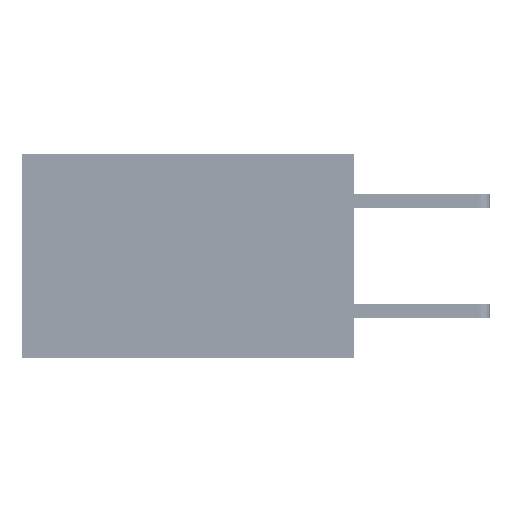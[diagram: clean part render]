
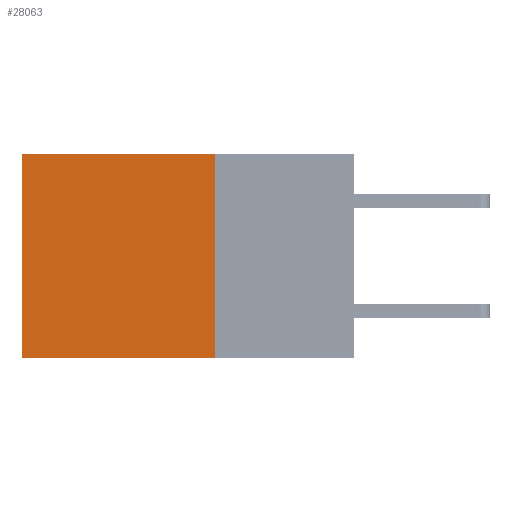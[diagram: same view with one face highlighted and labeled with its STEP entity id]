
A CAD part, left-side view. The second image highlights one B-rep face of the part: STEP entity #28063.
In plain terms, the highlighted planar face has unit normal (-1, 0, 0).
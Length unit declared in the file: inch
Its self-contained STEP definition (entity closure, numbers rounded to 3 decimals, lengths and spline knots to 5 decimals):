
#428 = DIRECTION ( 'NONE',  ( 0., 0., -1. ) ) ;
#1983 = CARTESIAN_POINT ( 'NONE',  ( 0.2875, 0.25, -0.37 ) ) ;
#4222 = CARTESIAN_POINT ( 'NONE',  ( 0.2875, 0.25, 0. ) ) ;
#5083 = VERTEX_POINT ( 'NONE', #25164 ) ;
#6327 = FACE_OUTER_BOUND ( 'NONE', #37210, .T. ) ;
#7615 = CARTESIAN_POINT ( 'NONE',  ( 0.2875, 0.6, 0. ) ) ;
#9731 = VECTOR ( 'NONE', #34701, 39.37008 ) ;
#10262 = CARTESIAN_POINT ( 'NONE',  ( 0.2875, 0.6, 0. ) ) ;
#10361 = CARTESIAN_POINT ( 'NONE',  ( 0.2875, 0.25, 0. ) ) ;
#13780 = VERTEX_POINT ( 'NONE', #48634 ) ;
#13870 = PLANE ( 'NONE',  #52688 ) ;
#13906 = VECTOR ( 'NONE', #428, 39.37008 ) ;
#15088 = CARTESIAN_POINT ( 'NONE',  ( 0.2875, 0.25, -0.37 ) ) ;
#17914 = ORIENTED_EDGE ( 'NONE', *, *, #25542, .F. ) ;
#18247 = EDGE_CURVE ( 'NONE', #5083, #38473, #24863, .T. ) ;
#19707 = LINE ( 'NONE', #7615, #28676 ) ;
#23197 = DIRECTION ( 'NONE',  ( 0., 0., -1. ) ) ;
#24863 = LINE ( 'NONE', #44932, #13906 ) ;
#24871 = EDGE_CURVE ( 'NONE', #5083, #38503, #32393, .T. ) ;
#25164 = CARTESIAN_POINT ( 'NONE',  ( 0.2875, 0.25, 0. ) ) ;
#25542 = EDGE_CURVE ( 'NONE', #38473, #13780, #51347, .T. ) ;
#28063 = ADVANCED_FACE ( 'NONE', ( #6327 ), #13870, .F. ) ;
#28676 = VECTOR ( 'NONE', #23197, 39.37008 ) ;
#28737 = ORIENTED_EDGE ( 'NONE', *, *, #24871, .T. ) ;
#30223 = DIRECTION ( 'NONE',  ( 1., 0., 0. ) ) ;
#32393 = LINE ( 'NONE', #4222, #51650 ) ;
#34248 = DIRECTION ( 'NONE',  ( 0., 0., -1. ) ) ;
#34701 = DIRECTION ( 'NONE',  ( 0., 1., 0. ) ) ;
#37210 = EDGE_LOOP ( 'NONE', ( #46436, #17914, #46531, #28737 ) ) ;
#38473 = VERTEX_POINT ( 'NONE', #15088 ) ;
#38503 = VERTEX_POINT ( 'NONE', #10262 ) ;
#44279 = EDGE_CURVE ( 'NONE', #38503, #13780, #19707, .T. ) ;
#44932 = CARTESIAN_POINT ( 'NONE',  ( 0.2875, 0.25, 0. ) ) ;
#46436 = ORIENTED_EDGE ( 'NONE', *, *, #44279, .T. ) ;
#46531 = ORIENTED_EDGE ( 'NONE', *, *, #18247, .F. ) ;
#48634 = CARTESIAN_POINT ( 'NONE',  ( 0.2875, 0.6, -0.37 ) ) ;
#48745 = DIRECTION ( 'NONE',  ( 0., 1., 0. ) ) ;
#51347 = LINE ( 'NONE', #1983, #9731 ) ;
#51650 = VECTOR ( 'NONE', #48745, 39.37008 ) ;
#52688 = AXIS2_PLACEMENT_3D ( 'NONE', #10361, #30223, #34248 ) ;
